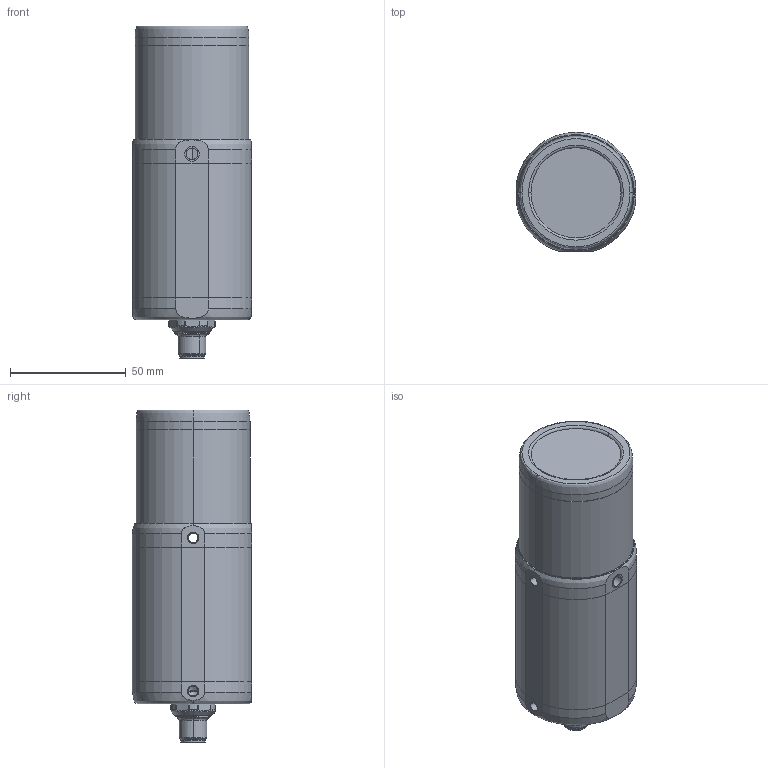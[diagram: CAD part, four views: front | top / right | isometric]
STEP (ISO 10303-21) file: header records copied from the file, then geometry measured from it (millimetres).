
FILE_DESCRIPTION((''),'2;1');
FILE_NAME('193987_ASM','2016-03-22T',('PDMAdmin'),(''),'PRO/ENGINEER BY PARAMETRIC TECHNOLOGY CORPORATION, 2013230','PRO/ENGINEER BY PARAMETRIC TECHNOLOGY CORPORATION, 2013230','');
FILE_SCHEMA(('CONFIG_CONTROL_DESIGN'));
Products named in the file (50): 124238_AF0; 128519_AF0; 02508_2_AF1; 0603C_AF0; 0805C_AF0; 0603C_AF1; 0805C_AF1; 0603C_AF2; 0603C_AF3; 0603C_AF4; 1206C_AF0; 0603C_AF5; 1206C_AF1; SOD123_AF0; 0805_AF0; 0805I_AF0; 0805_AF1; 0805I_AF1; 0603_AF0; 0603_AF1; 0805_AF2; 0805_AF3; 0603_AF2; 0603_AF3; 0603_AF4; SO14_AF0; SOT235_AF0; P6239_AF0; HDR30M_AF0; DIP16A_AF0; 02508_2_AF0_ASM; 124240_AF0; 124239_AF0; 128523_AF0; 128523_NUT_AF0; 62406_AF0; 62406_AF1; 126856_AF0; 126856_AF1; 126856_AF2 ...
Assembly tree (49 placements, depth 4):
  193987_ASM
    146776_AF0_ASM
      124238_AF0
      128519_AF0
      02508_2_AF0_ASM
        02508_2_AF1
        0603C_AF0
        0805C_AF0
        0603C_AF1
        0805C_AF1
        0603C_AF2
        0603C_AF3
        0603C_AF4
        1206C_AF0
        0603C_AF5
        1206C_AF1
        SOD123_AF0
        0805_AF0
        0805I_AF0
        0805_AF1
        0805I_AF1
        0603_AF0
        0603_AF1
        0805_AF2
        0805_AF3
        0603_AF2
        0603_AF3
        0603_AF4
        SO14_AF0
        SOT235_AF0
        P6239_AF0
        HDR30M_AF0
        DIP16A_AF0
      124240_AF0
      124239_AF0
      128523_AF0
      128523_NUT_AF0
      62406_AF0
      62406_AF1
      126856_AF0
      126856_AF1
      126856_AF2
      126854_AF0
      126854_AF1
      126854_AF2
    146062_AF2_ASM
      124236_AF0
      126855
      126853
      124159
Bounding box: 51.54 x 51.55 x 143.69 mm (x, y, z)
Volume: 89207.1 mm3; surface area: 72751.4 mm2
Topology: 20 solids, 32 shells, 1560 faces, 3693 edges, 2431 vertices
Faces by surface type: cylinder 828, plane 443, cone 180, torus 101, bspline 8
Entity records: 48876 total; most frequent: CARTESIAN_POINT 9485, DIRECTION 9243, ORIENTED_EDGE 7230, AXIS2_PLACEMENT_3D 3967, EDGE_CURVE 3683, VERTEX_POINT 2431, CIRCLE 2261, EDGE_LOOP 1914
